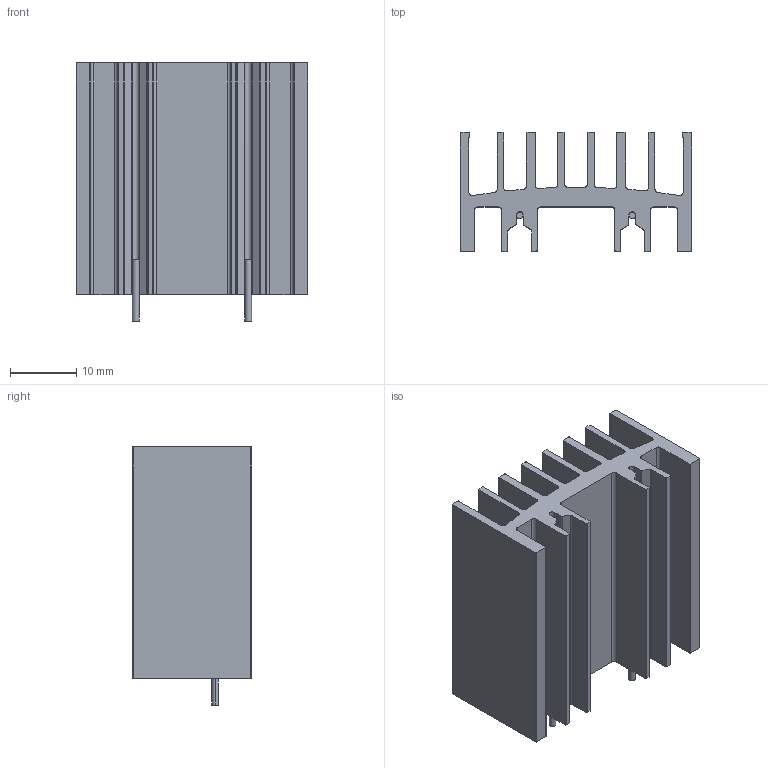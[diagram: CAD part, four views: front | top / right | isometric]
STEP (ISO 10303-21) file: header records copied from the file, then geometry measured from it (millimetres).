
FILE_DESCRIPTION(/* description */ (''),/* implementation_level */ '2;1');
FILE_NAME(/* name */ 'radiator',/* time_stamp */ '2021-09-21T15:04:01+04:00',/* author */ (''),/* organization */ (''),/* preprocessor_version */ 'ST-DEVELOPER v16.5',/* originating_system */ '',/* authorisation */ '');
FILE_SCHEMA (('AUTOMOTIVE_DESIGN_CC2'));
Length unit declared in the file: millimetre
Products named in the file (1): Document
Bounding box: 35 x 18 x 39 mm (x, y, z)
Volume: 8454.9 mm3; surface area: 10454.7 mm2
Topology: 1 solids, 1 shells, 126 faces, 364 edges, 240 vertices
Faces by surface type: cylinder 67, plane 57, bspline 2
Entity records: 3585 total; most frequent: CARTESIAN_POINT 1389, ORIENTED_EDGE 728, EDGE_CURVE 364, VERTEX_POINT 240, DIRECTION 128, ADVANCED_FACE 126, FACE_OUTER_BOUND 126, EDGE_LOOP 126
